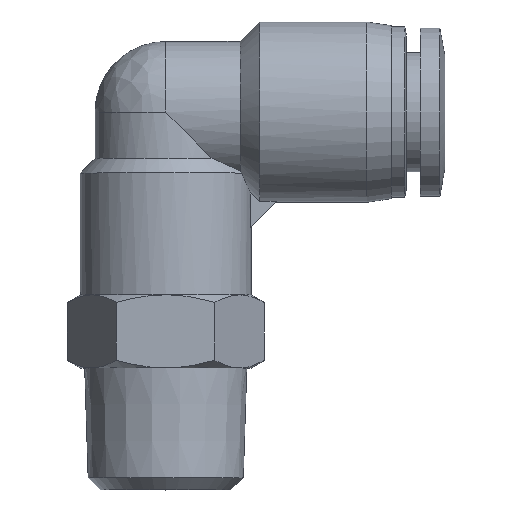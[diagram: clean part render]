
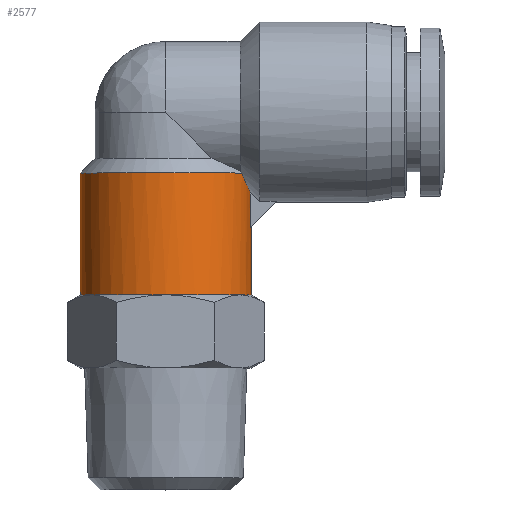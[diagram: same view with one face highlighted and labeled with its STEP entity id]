
A CAD part, top view. The second image highlights one B-rep face of the part: STEP entity #2577.
In plain terms, the highlighted cylindrical face has radius 7 mm (diameter 14 mm), a partial arc.
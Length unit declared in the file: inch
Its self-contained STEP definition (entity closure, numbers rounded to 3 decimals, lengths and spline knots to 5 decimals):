
#136 = CARTESIAN_POINT ( 'NONE',  ( 0.27276, 0.33259, 0.03937 ) ) ;
#147 = CARTESIAN_POINT ( 'NONE',  ( 0.27559, 0., 0. ) ) ;
#164 = EDGE_CURVE ( 'NONE', #2093, #2786, #419, .T. ) ;
#195 = DIRECTION ( 'NONE',  ( 0., 1., 0. ) ) ;
#253 = CARTESIAN_POINT ( 'NONE',  ( 0.27276, 0.33259, 0.03937 ) ) ;
#315 = ORIENTED_EDGE ( 'NONE', *, *, #3285, .T. ) ;
#374 = B_SPLINE_CURVE_WITH_KNOTS ( 'NONE', 3,
 ( #253, #2814, #2586, #1004, #2823, #1296 ),
 .UNSPECIFIED., .F., .F.,
 ( 4, 2, 4 ),
 ( 0., 0.0014, 0.0028 ),
 .UNSPECIFIED. ) ;
#379 = FACE_OUTER_BOUND ( 'NONE', #2755, .T. ) ;
#381 = CIRCLE ( 'NONE', #2897, 0.27559 ) ;
#396 = DIRECTION ( 'NONE',  ( -1., 0., 0. ) ) ;
#419 = CIRCLE ( 'NONE', #1023, 0.27559 ) ;
#501 = DIRECTION ( 'NONE',  ( 0., -1., 0. ) ) ;
#517 = CYLINDRICAL_SURFACE ( 'NONE', #2596, 0.27559 ) ;
#543 = EDGE_CURVE ( 'NONE', #1147, #914, #2957, .T. ) ;
#559 = CIRCLE ( 'NONE', #1650, 0.27559 ) ;
#577 = CARTESIAN_POINT ( 'NONE',  ( -0.27559, 0.19685, 0. ) ) ;
#583 = LINE ( 'NONE', #1839, #3280 ) ;
#584 = AXIS2_PLACEMENT_3D ( 'NONE', #2770, #1230, #3024 ) ;
#641 = CIRCLE ( 'NONE', #1854, 0.27559 ) ;
#642 = DIRECTION ( 'NONE',  ( 0., -1., 0. ) ) ;
#650 = CARTESIAN_POINT ( 'NONE',  ( 0.27559, 0.22047, 0. ) ) ;
#731 = CARTESIAN_POINT ( 'NONE',  ( -0.27559, 0., 0. ) ) ;
#754 = EDGE_CURVE ( 'NONE', #2280, #1971, #381, .T. ) ;
#850 = CARTESIAN_POINT ( 'NONE',  ( 0.27559, 0.22047, 0.01318 ) ) ;
#893 = EDGE_CURVE ( 'NONE', #2235, #1618, #559, .T. ) ;
#897 = CARTESIAN_POINT ( 'NONE',  ( 0.27276, 0.21765, 0.03937 ) ) ;
#904 = CARTESIAN_POINT ( 'NONE',  ( 0.27559, 0.19685, 0. ) ) ;
#913 = CARTESIAN_POINT ( 'NONE',  ( 0., 0.3937, 0. ) ) ;
#914 = VERTEX_POINT ( 'NONE', #650 ) ;
#925 = CARTESIAN_POINT ( 'NONE',  ( 0., 0.19685, 0. ) ) ;
#961 = ORIENTED_EDGE ( 'NONE', *, *, #2726, .T. ) ;
#1004 = CARTESIAN_POINT ( 'NONE',  ( 0.25649, 0.36746, 0.10197 ) ) ;
#1023 = AXIS2_PLACEMENT_3D ( 'NONE', #1869, #1833, #1786 ) ;
#1147 = VERTEX_POINT ( 'NONE', #147 ) ;
#1165 = EDGE_CURVE ( 'NONE', #2063, #2986, #583, .T. ) ;
#1230 = DIRECTION ( 'NONE',  ( 0., -1., 0. ) ) ;
#1270 = EDGE_CURVE ( 'NONE', #1971, #2093, #3143, .T. ) ;
#1296 = CARTESIAN_POINT ( 'NONE',  ( 0.24531, 0.3937, 0.12559 ) ) ;
#1298 = DIRECTION ( 'NONE',  ( 0., 1., 0. ) ) ;
#1306 = DIRECTION ( 'NONE',  ( 0., 1., 0. ) ) ;
#1429 = CARTESIAN_POINT ( 'NONE',  ( 0.27276, 0.21765, 0.03937 ) ) ;
#1505 = CARTESIAN_POINT ( 'NONE',  ( -0.23867, 0., 0.1378 ) ) ;
#1578 = ORIENTED_EDGE ( 'NONE', *, *, #1270, .F. ) ;
#1618 = VERTEX_POINT ( 'NONE', #2300 ) ;
#1641 = LINE ( 'NONE', #577, #1652 ) ;
#1650 = AXIS2_PLACEMENT_3D ( 'NONE', #913, #642, #396 ) ;
#1652 = VECTOR ( 'NONE', #2404, 39.37008 ) ;
#1712 =( BOUNDED_CURVE ( )  B_SPLINE_CURVE ( 3, ( #2183, #850, #2946, #1429 ),
 .UNSPECIFIED., .F., .T. ) 
 B_SPLINE_CURVE_WITH_KNOTS ( ( 4, 4 ),
 ( 0., 0.14335 ),
 .UNSPECIFIED. ) 
 CURVE ( )  GEOMETRIC_REPRESENTATION_ITEM ( )  RATIONAL_B_SPLINE_CURVE ( ( 1., 0.998, 0.998, 1. ) ) 
 REPRESENTATION_ITEM ( '' )  );
#1786 = DIRECTION ( 'NONE',  ( -1., 0., 0. ) ) ;
#1798 = EDGE_CURVE ( 'NONE', #2786, #1618, #1641, .T. ) ;
#1813 = CARTESIAN_POINT ( 'NONE',  ( 0.24531, 0.3937, 0.12559 ) ) ;
#1828 = ORIENTED_EDGE ( 'NONE', *, *, #2706, .F. ) ;
#1833 = DIRECTION ( 'NONE',  ( 0., -1., 0. ) ) ;
#1839 = CARTESIAN_POINT ( 'NONE',  ( 0.27276, 0.19685, 0.03937 ) ) ;
#1854 = AXIS2_PLACEMENT_3D ( 'NONE', #2074, #501, #2310 ) ;
#1869 = CARTESIAN_POINT ( 'NONE',  ( 0., 0., 0. ) ) ;
#1908 = VECTOR ( 'NONE', #1298, 39.37008 ) ;
#1971 = VERTEX_POINT ( 'NONE', #2944 ) ;
#2063 = VERTEX_POINT ( 'NONE', #897 ) ;
#2074 = CARTESIAN_POINT ( 'NONE',  ( 0., 0., 0. ) ) ;
#2079 = CARTESIAN_POINT ( 'NONE',  ( 0.23867, 0., 0.1378 ) ) ;
#2093 = VERTEX_POINT ( 'NONE', #1505 ) ;
#2183 = CARTESIAN_POINT ( 'NONE',  ( 0.27559, 0.22047, 0. ) ) ;
#2211 = ORIENTED_EDGE ( 'NONE', *, *, #754, .F. ) ;
#2235 = VERTEX_POINT ( 'NONE', #1813 ) ;
#2249 = ORIENTED_EDGE ( 'NONE', *, *, #164, .F. ) ;
#2280 = VERTEX_POINT ( 'NONE', #2079 ) ;
#2285 = DIRECTION ( 'NONE',  ( -1., 0., 0. ) ) ;
#2294 = DIRECTION ( 'NONE',  ( 0., -1., 0. ) ) ;
#2300 = CARTESIAN_POINT ( 'NONE',  ( -0.27559, 0.3937, 0. ) ) ;
#2310 = DIRECTION ( 'NONE',  ( -1., 0., 0. ) ) ;
#2318 = CARTESIAN_POINT ( 'NONE',  ( 0., 0., 0. ) ) ;
#2376 = ORIENTED_EDGE ( 'NONE', *, *, #543, .T. ) ;
#2404 = DIRECTION ( 'NONE',  ( 0., 1., 0. ) ) ;
#2577 = ADVANCED_FACE ( 'NONE', ( #379 ), #517, .T. ) ;
#2578 = ORIENTED_EDGE ( 'NONE', *, *, #1165, .T. ) ;
#2586 = CARTESIAN_POINT ( 'NONE',  ( 0.2662, 0.34624, 0.07296 ) ) ;
#2596 = AXIS2_PLACEMENT_3D ( 'NONE', #925, #195, #3027 ) ;
#2706 = EDGE_CURVE ( 'NONE', #1147, #2280, #641, .T. ) ;
#2726 = EDGE_CURVE ( 'NONE', #2986, #2235, #374, .T. ) ;
#2755 = EDGE_LOOP ( 'NONE', ( #1828, #2376, #315, #2578, #961, #3307, #3243, #2249, #1578, #2211 ) ) ;
#2770 = CARTESIAN_POINT ( 'NONE',  ( 0., 0., 0. ) ) ;
#2786 = VERTEX_POINT ( 'NONE', #731 ) ;
#2814 = CARTESIAN_POINT ( 'NONE',  ( 0.2702, 0.33788, 0.05711 ) ) ;
#2823 = CARTESIAN_POINT ( 'NONE',  ( 0.25099, 0.37989, 0.1145 ) ) ;
#2897 = AXIS2_PLACEMENT_3D ( 'NONE', #2318, #2294, #2285 ) ;
#2944 = CARTESIAN_POINT ( 'NONE',  ( 0., 0., 0.27559 ) ) ;
#2946 = CARTESIAN_POINT ( 'NONE',  ( 0.27465, 0.21953, 0.02633 ) ) ;
#2957 = LINE ( 'NONE', #904, #1908 ) ;
#2986 = VERTEX_POINT ( 'NONE', #136 ) ;
#3024 = DIRECTION ( 'NONE',  ( -1., 0., 0. ) ) ;
#3027 = DIRECTION ( 'NONE',  ( -1., 0., 0. ) ) ;
#3143 = CIRCLE ( 'NONE', #584, 0.27559 ) ;
#3243 = ORIENTED_EDGE ( 'NONE', *, *, #1798, .F. ) ;
#3280 = VECTOR ( 'NONE', #1306, 39.37008 ) ;
#3285 = EDGE_CURVE ( 'NONE', #914, #2063, #1712, .T. ) ;
#3307 = ORIENTED_EDGE ( 'NONE', *, *, #893, .T. ) ;
